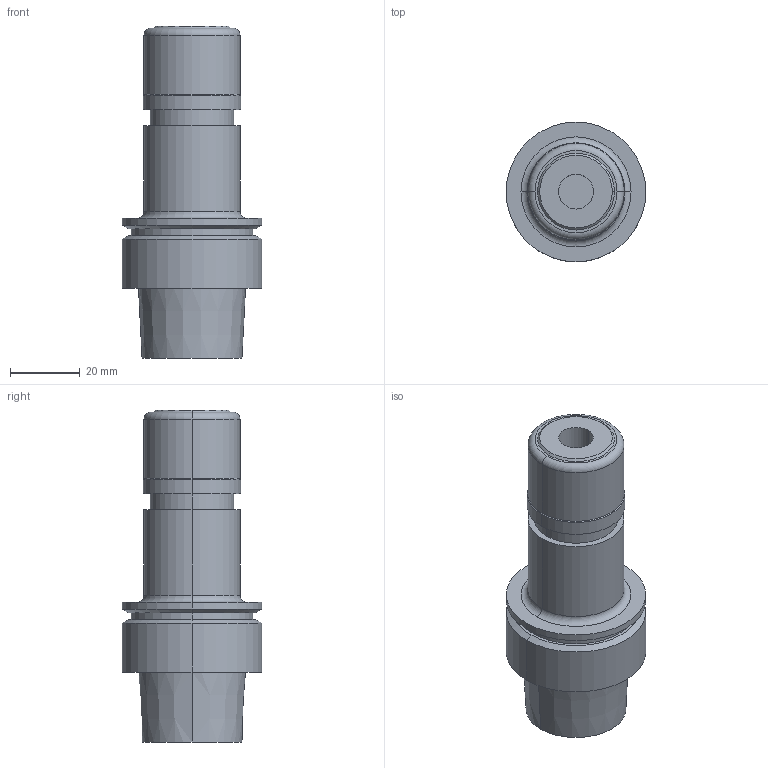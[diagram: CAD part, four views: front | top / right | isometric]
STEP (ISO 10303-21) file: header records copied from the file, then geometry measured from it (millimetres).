
FILE_DESCRIPTION (( 'STEP AP203' ), '1' );
FILE_NAME ('STP-99.763.10.075.STEP', '2021-06-02T10:53:47', ( '' ), ( '' ), 'SwSTEP 2.0', 'SolidWorks 2017', '' );
FILE_SCHEMA (( 'CONFIG_CONTROL_DESIGN' ));
Length unit declared in the file: millimetre
Products named in the file (1): STP-99.763.10.075
Bounding box: 40 x 40 x 95 mm (x, y, z)
Volume: 56067.7 mm3; surface area: 15310 mm2
Topology: 1 solids, 1 shells, 56 faces, 110 edges, 66 vertices
Faces by surface type: cylinder 24, cone 14, plane 12, torus 6
Entity records: 1527 total; most frequent: DIRECTION 296, CARTESIAN_POINT 233, ORIENTED_EDGE 220, AXIS2_PLACEMENT_3D 129, EDGE_CURVE 110, CIRCLE 72, EDGE_LOOP 66, VERTEX_POINT 66
